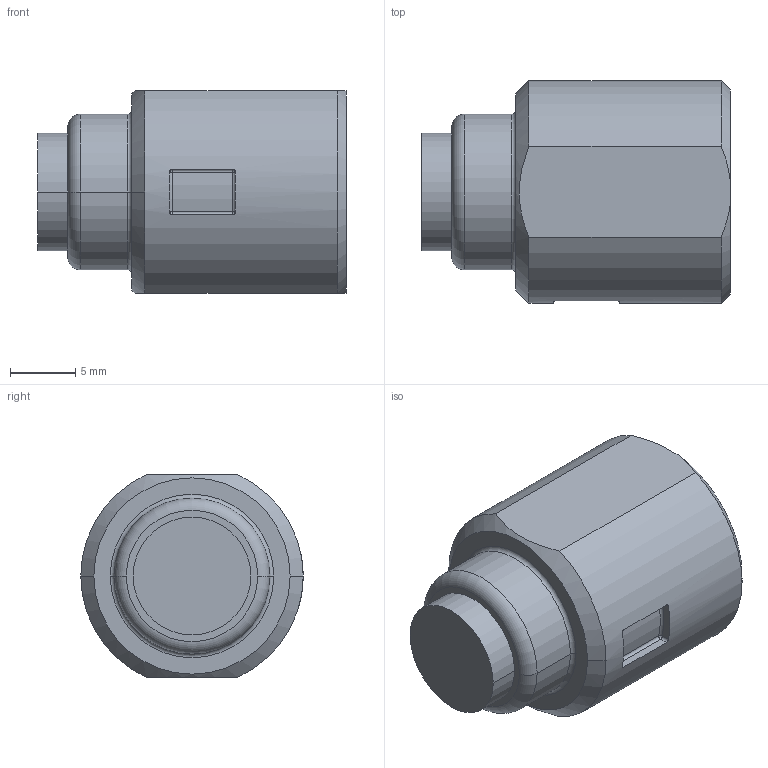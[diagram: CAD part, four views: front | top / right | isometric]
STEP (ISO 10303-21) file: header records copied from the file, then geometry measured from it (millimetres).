
FILE_DESCRIPTION((''),'2;1');
FILE_NAME('G52M_MBKHP','2023-05-03T14:59:34',('RTrager'),(''),'CREO PARAMETRIC BY PTC INC, 2022014','CREO PARAMETRIC BY PTC INC, 2022014','');
FILE_SCHEMA(('AP242_MANAGED_MODEL_BASED_3D_ENGINEERING_MIM_LF { 1 0 10303 442 1 1 4 }'));
Length unit declared in the file: millimetre
Products named in the file (1): G52M_MBKHP
Bounding box: 23.6 x 17 x 15.5 mm (x, y, z)
Volume: 2900.2 mm3; surface area: 2832.6 mm2
Topology: 1 solids, 2 shells, 73 faces, 182 edges, 114 vertices
Faces by surface type: cylinder 24, plane 23, torus 14, cone 8, sphere 4
Entity records: 2362 total; most frequent: CARTESIAN_POINT 498, DIRECTION 390, ORIENTED_EDGE 356, EDGE_CURVE 178, AXIS2_PLACEMENT_3D 161, VERTEX_POINT 114, CIRCLE 88, EDGE_LOOP 80
